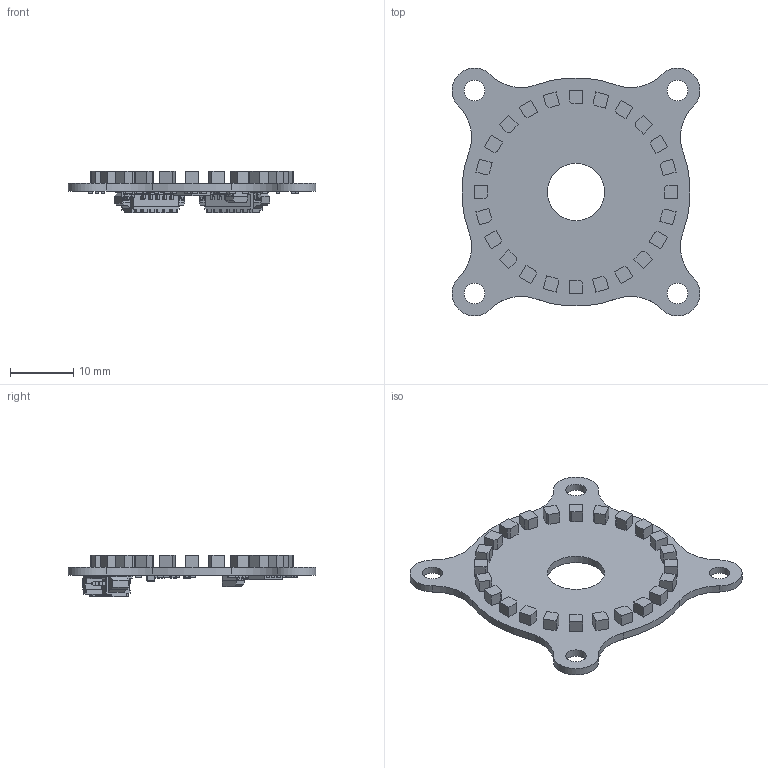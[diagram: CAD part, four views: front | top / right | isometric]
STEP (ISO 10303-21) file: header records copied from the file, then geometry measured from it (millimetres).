
FILE_DESCRIPTION(('Open CASCADE Model'),'2;1');
FILE_NAME('Open CASCADE Shape Model','2022-06-20T12:53:07',('Author'),( 'Open CASCADE'),'Open CASCADE STEP processor 6.8','Open CASCADE 6.8' ,'Unknown');
FILE_SCHEMA(('AUTOMOTIVE_DESIGN { 1 0 10303 214 1 1 1 1 }'));
Length unit declared in the file: millimetre
Products named in the file (134): PCB; Board; Open CASCADE STEP translator 6.8 1.1.1; R22; User_Library-R_0402; R21; R20; R19; R18; R17; R16; R15; R14; R13; R12; R11; R10; R9; R8; R7; R6; R5; P2; 532610571; Open CASCADE STEP translator 6.8 1.20.1.1; Open CASCADE STEP translator 6.8 1.20.1.2; L24; 7110880720; Extruded; L23; 7110881040; L22; 7110881360; L21; 7110881680; L20; 7110882000; L19; 7110882320; L18 ...
Assembly tree (193 placements, depth 5):
  PCB
    Board
      Open CASCADE STEP translator 6.8 1.1.1
    R22
      User_Library-R_0402
    R21
      User_Library-R_0402
    R20
      User_Library-R_0402
    R19
      User_Library-R_0402
    R18
      User_Library-R_0402
    R17
      User_Library-R_0402
    R16
      User_Library-R_0402
    R15
      User_Library-R_0402
    R14
      User_Library-R_0402
    R13
      User_Library-R_0402
    R12
      User_Library-R_0402
    R11
      User_Library-R_0402
    R10
      User_Library-R_0402
    R9
      User_Library-R_0402
    R8
      User_Library-R_0402
    R7
      User_Library-R_0402
    R6
      User_Library-R_0402
    R5
      User_Library-R_0402
    P2
      532610571
        Open CASCADE STEP translator 6.8 1.20.1.1
        Open CASCADE STEP translator 6.8 1.20.1.2
    L24
      7110880720
        Extruded
    L23
      7110881040
        Extruded
    L22
      7110881360
        Extruded
    L21
      7110881680
        Extruded
    L20
      7110882000
        Extruded
    L19
      7110882320
Bounding box: 39.04 x 39.04 x 6.5 mm (x, y, z)
Volume: 1766.8 mm3; surface area: 3997.8 mm2
Topology: 159 solids, 168 shells, 3765 faces, 9229 edges, 5909 vertices
Faces by surface type: plane 2576, bspline 716, cylinder 337, sphere 136
Full cylindrical faces by diameter (mm): 0.512 x1, 3.2 x4, 9 x1
Entity records: 32610 total; most frequent: CARTESIAN_POINT 6801, DIRECTION 4311, ORIENTED_EDGE 4169, EDGE_CURVE 2085, LINE 1785, VECTOR 1785, VERTEX_POINT 1331, AXIS2_PLACEMENT_3D 1263
